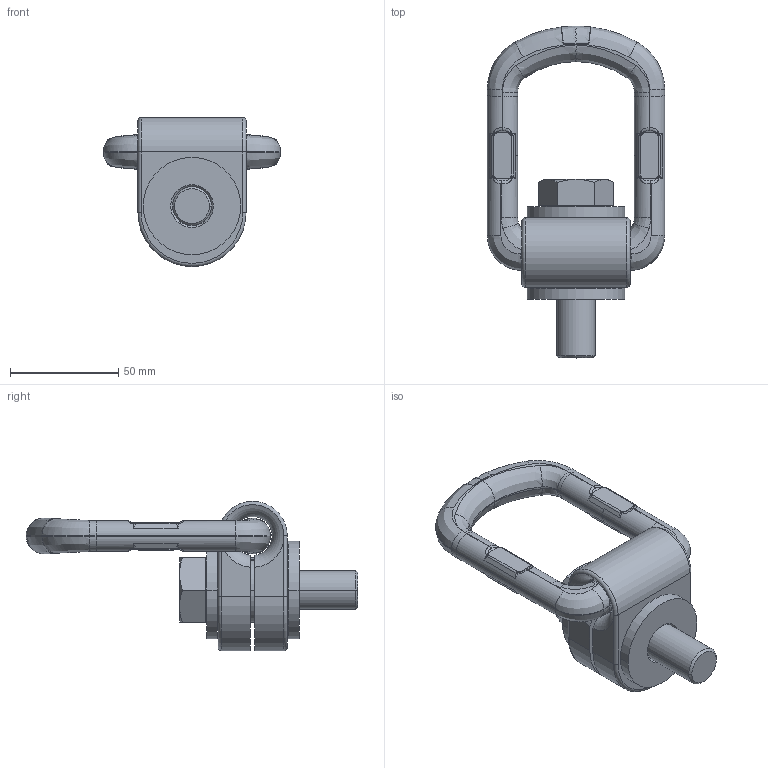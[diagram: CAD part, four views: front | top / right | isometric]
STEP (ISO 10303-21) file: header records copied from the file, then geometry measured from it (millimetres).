
FILE_DESCRIPTION((''),'2;1');
FILE_NAME('001-M32181-DX1_ASM','2009-03-09T',('jakubetz'),('RAND'),'PRO/ENGINEER BY PARAMETRIC TECHNOLOGY CORPORATION, 2005030','PRO/ENGINEER BY PARAMETRIC TECHNOLOGY CORPORATION, 2005030','');
FILE_SCHEMA(('CONFIG_CONTROL_DESIGN'));
Length unit declared in the file: millimetre
Products named in the file (7): 001-M31215-RT1; 001-M31215-RT2_AF0; 001-M32181-BA1; 001-M32181-BA2; 001-M32008-RT1; 001-M32171-V01_AF0; 001-M32181-DX1_ASM
Assembly tree (6 placements, depth 2):
  001-M32181-DX1_ASM
    001-M31215-RT1
    001-M31215-RT2_AF0
    001-M32181-BA1
    001-M32181-BA2
    001-M32008-RT1
    001-M32171-V01_AF0
Bounding box: 82 x 153.45 x 69 mm (x, y, z)
Volume: 162291.8 mm3; surface area: 53487 mm2
Topology: 6 solids, 6 shells, 905 faces, 2319 edges, 1459 vertices
Faces by surface type: plane 505, cylinder 128, bspline 128, torus 52, extrusion 52, cone 24, sphere 16
Entity records: 34299 total; most frequent: CARTESIAN_POINT 13259, ORIENTED_EDGE 4634, DIRECTION 3815, EDGE_CURVE 2317, VECTOR 1591, LINE 1539, VERTEX_POINT 1459, AXIS2_PLACEMENT_3D 1112
